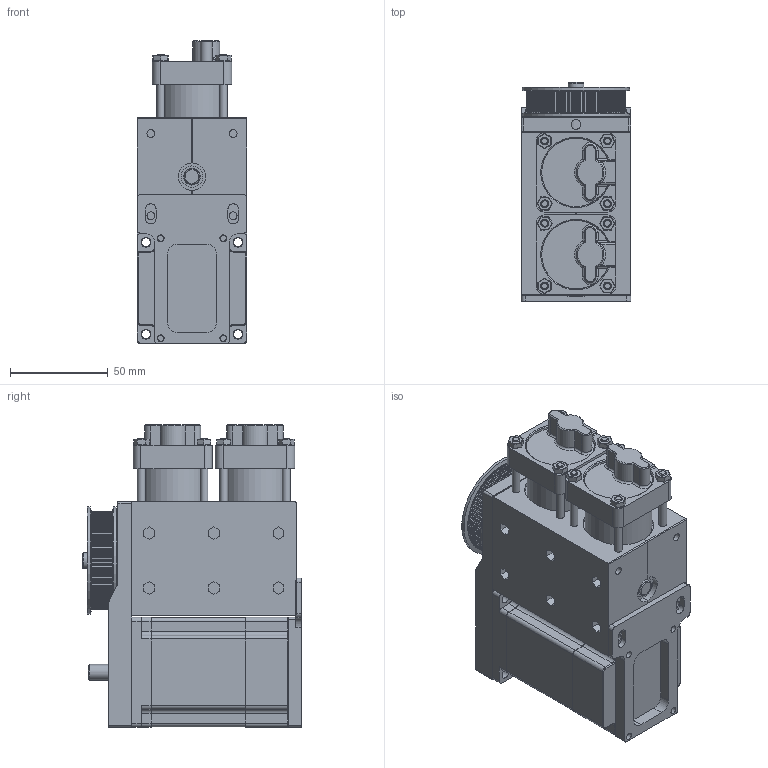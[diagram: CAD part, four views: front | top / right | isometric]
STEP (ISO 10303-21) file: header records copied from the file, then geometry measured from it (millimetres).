
FILE_DESCRIPTION(/* description */ (''),/* implementation_level */ '2;1');
FILE_NAME(/* name */ 'AirCompressor v75.step',/* time_stamp */ '2024-03-12T18:23:04+01:00',/* author */ ('diffraction limited'),/* organization */ (''),/* preprocessor_version */ 'ST-DEVELOPER v20',/* originating_system */ 'Autodesk Translation Framework v12.20.1.177',/* authorisation */ '');
FILE_SCHEMA (('AUTOMOTIVE_DESIGN { 1 0 10303 214 3 1 1 }'));
Length unit declared in the file: millimetre
Products named in the file (21): AirCompressor; CompressorBody; MotorMountPlate v4; PistonAssembly; Shaft; PistonAssembly_1; ExcenterDisk v18; DriveRod v12; Bearing_20x32x7; ShaftPin; PistonHead; Scre_M3x10_FlatHead; PistonScrew_M3; PistonSeal; Cylinder; Nema23Motor; GT2Pulley_80Z; BackBracket; CylinderTensionRod; Bearing_8x22x7; ValveHead
Assembly tree (49 placements, depth 3):
  AirCompressor
    CompressorBody  x2
    MotorMountPlate v4
    PistonAssembly
      ExcenterDisk v18
      DriveRod v12
      Bearing_20x32x7
      ShaftPin
      PistonHead
      Scre_M3x10_FlatHead  x6
      PistonScrew_M3
      PistonSeal
    Shaft
    PistonAssembly_1
      ExcenterDisk v18
      DriveRod v12
      Bearing_20x32x7
      ShaftPin
      PistonHead
      Scre_M3x10_FlatHead  x6
      PistonScrew_M3
      PistonSeal
    Cylinder  x2
    Nema23Motor
    GT2Pulley_80Z
    BackBracket
    CylinderTensionRod  x8
    Bearing_8x22x7  x2
    ValveHead  x2
Bounding box: 56 x 111.7 x 154.3 mm (x, y, z)
Volume: 559238.4 mm3; surface area: 185733.3 mm2
Topology: 47 solids, 47 shells, 2325 faces, 5577 edges, 3508 vertices
Faces by surface type: plane 1125, cylinder 1005, torus 84, cone 71, bspline 36, sphere 4
Full cylindrical faces by diameter (mm): 2 x20, 2.5 x2, 2.7 x24, 3 x24, 3.2 x2, 3.5 x20, 4 x20, 4.5 x12, 5 x5, 5.5 x10, 5.657 x2, 6.7 x12, 8 x5, 10 x1, 11 x4, 19 x4, 20 x2, 22 x8, 22.5 x2, 24 x2, 25.5 x2, 26 x2, 27 x2, 28 x1, 28.599 x2, 30 x8, 32 x2, 32.05 x2, 34 x5, 38 x1
Entity records: 45271 total; most frequent: CARTESIAN_POINT 9341, DIRECTION 7910, ORIENTED_EDGE 7048, EDGE_CURVE 3524, AXIS2_PLACEMENT_3D 3023, VERTEX_POINT 2198, LINE 1864, VECTOR 1864
